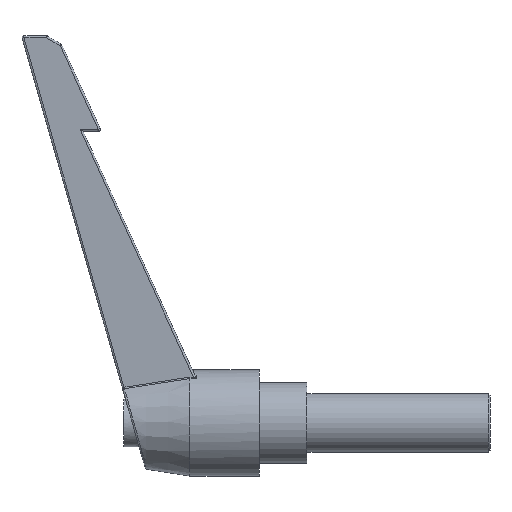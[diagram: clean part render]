
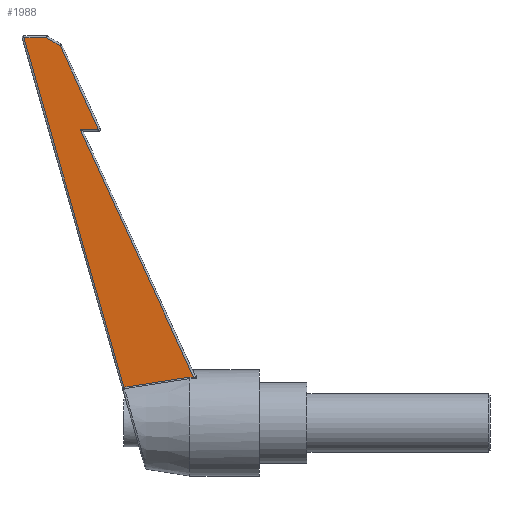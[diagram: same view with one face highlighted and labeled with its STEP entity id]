
A CAD part, left-side view. The second image highlights one B-rep face of the part: STEP entity #1988.
In plain terms, the highlighted planar face has unit normal (-0.999, 0.052, -0.011).
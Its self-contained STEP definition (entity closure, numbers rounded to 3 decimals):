
#47 = CARTESIAN_POINT ( 'NONE',  ( -6.826, 55.669, 103.769 ) ) ;
#48 = CARTESIAN_POINT ( 'NONE',  ( -6.646, 46.125, 41.579 ) ) ;
#116 = VERTEX_POINT ( 'NONE', #4617 ) ;
#174 = ORIENTED_EDGE ( 'NONE', *, *, #391, .T. ) ;
#226 = EDGE_CURVE ( 'NONE', #1175, #116, #4223, .T. ) ;
#302 = CARTESIAN_POINT ( 'NONE',  ( -6.603, 60.23, 105.241 ) ) ;
#359 = CARTESIAN_POINT ( 'NONE',  ( -6.919, 48.994, 80.241 ) ) ;
#391 = EDGE_CURVE ( 'NONE', #5175, #5047, #958, .T. ) ;
#494 = ORIENTED_EDGE ( 'NONE', *, *, #4319, .T. ) ;
#518 = EDGE_CURVE ( 'NONE', #3070, #1175, #1478, .T. ) ;
#708 = VERTEX_POINT ( 'NONE', #4488 ) ;
#807 = ORIENTED_EDGE ( 'NONE', *, *, #4814, .T. ) ;
#852 = CARTESIAN_POINT ( 'NONE',  ( -6.884, 54.422, 103.033 ) ) ;
#942 = CARTESIAN_POINT ( 'NONE',  ( -7.083, 47.47, 87.838 ) ) ;
#958 = B_SPLINE_CURVE_WITH_KNOTS ( 'NONE', 3,
 ( #2943, #5096, #2620, #4662 ),
 .UNSPECIFIED., .F., .F.,
 ( 4, 4 ),
 ( 0., 1. ),
 .UNSPECIFIED. ) ;
#989 = CARTESIAN_POINT ( 'NONE',  ( -7.095, 45.661, 80.241 ) ) ;
#1049 = CARTESIAN_POINT ( 'NONE',  ( -6.776, 37.006, 9.748 ) ) ;
#1129 = DIRECTION ( 'NONE',  ( -0.053, -0.999, 0. ) ) ;
#1175 = VERTEX_POINT ( 'NONE', #4737 ) ;
#1187 = CARTESIAN_POINT ( 'NONE',  ( -7.806, 18.001, 12.496 ) ) ;
#1229 = CARTESIAN_POINT ( 'NONE',  ( -6.385, 64.363, 105.241 ) ) ;
#1424 = EDGE_CURVE ( 'NONE', #116, #708, #3835, .T. ) ;
#1470 = FACE_OUTER_BOUND ( 'NONE', #3414, .T. ) ;
#1478 = B_SPLINE_CURVE_WITH_KNOTS ( 'NONE', 3,
 ( #852, #47, #1675, #4071 ),
 .UNSPECIFIED., .F., .F.,
 ( 4, 4 ),
 ( 0., 1. ),
 .UNSPECIFIED. ) ;
#1528 = CARTESIAN_POINT ( 'NONE',  ( -7.753, 19.013, 12.531 ) ) ;
#1559 = CARTESIAN_POINT ( 'NONE',  ( -6.919, 48.994, 80.241 ) ) ;
#1660 = B_SPLINE_CURVE_WITH_KNOTS ( 'NONE', 3,
 ( #1049, #2308, #1870, #1528 ),
 .UNSPECIFIED., .F., .F.,
 ( 4, 4 ),
 ( 0., 1. ),
 .UNSPECIFIED. ) ;
#1675 = CARTESIAN_POINT ( 'NONE',  ( -6.769, 56.916, 104.505 ) ) ;
#1762 = VERTEX_POINT ( 'NONE', #359 ) ;
#1763 = CARTESIAN_POINT ( 'NONE',  ( -6.983, 50.946, 95.436 ) ) ;
#1870 = CARTESIAN_POINT ( 'NONE',  ( -7.386, 25.769, 11.496 ) ) ;
#1873 = B_SPLINE_CURVE_WITH_KNOTS ( 'NONE', 3,
 ( #5073, #942, #1763, #3783 ),
 .UNSPECIFIED., .F., .F.,
 ( 4, 4 ),
 ( 0., 1. ),
 .UNSPECIFIED. ) ;
#1933 = ORIENTED_EDGE ( 'NONE', *, *, #518, .T. ) ;
#1945 = CARTESIAN_POINT ( 'NONE',  ( -6.711, 58.163, 105.241 ) ) ;
#1988 = ADVANCED_FACE ( 'NONE', ( #1470 ), #3564, .T. ) ;
#1999 = B_SPLINE_CURVE_WITH_KNOTS ( 'NONE', 3,
 ( #4666, #3029, #989, #5067 ),
 .UNSPECIFIED., .F., .F.,
 ( 4, 4 ),
 ( 0., 1. ),
 .UNSPECIFIED. ) ;
#2164 = CARTESIAN_POINT ( 'NONE',  ( -7.753, 19.013, 12.531 ) ) ;
#2308 = CARTESIAN_POINT ( 'NONE',  ( -7.061, 31.766, 10.568 ) ) ;
#2499 = B_SPLINE_CURVE_WITH_KNOTS ( 'NONE', 3,
 ( #1187, #2889, #3598, #1559 ),
 .UNSPECIFIED., .F., .F.,
 ( 4, 4 ),
 ( 0., 1. ),
 .UNSPECIFIED. ) ;
#2502 = CARTESIAN_POINT ( 'NONE',  ( -6.776, 37.006, 9.748 ) ) ;
#2620 = CARTESIAN_POINT ( 'NONE',  ( -7.788, 18.338, 12.508 ) ) ;
#2889 = CARTESIAN_POINT ( 'NONE',  ( -7.51, 28.332, 35.078 ) ) ;
#2943 = CARTESIAN_POINT ( 'NONE',  ( -7.753, 19.013, 12.531 ) ) ;
#3029 = CARTESIAN_POINT ( 'NONE',  ( -7.007, 47.328, 80.241 ) ) ;
#3070 = VERTEX_POINT ( 'NONE', #3292 ) ;
#3148 = ORIENTED_EDGE ( 'NONE', *, *, #3235, .T. ) ;
#3188 = CARTESIAN_POINT ( 'NONE',  ( -7.998, 11.785, 0.173 ) ) ;
#3235 = EDGE_CURVE ( 'NONE', #708, #5175, #1660, .T. ) ;
#3292 = CARTESIAN_POINT ( 'NONE',  ( -6.884, 54.422, 103.033 ) ) ;
#3414 = EDGE_LOOP ( 'NONE', ( #3148, #174, #5176, #494, #807, #1933, #4251, #4132 ) ) ;
#3564 = PLANE ( 'NONE',  #3637 ) ;
#3598 = CARTESIAN_POINT ( 'NONE',  ( -7.215, 38.663, 57.659 ) ) ;
#3637 = AXIS2_PLACEMENT_3D ( 'NONE', #3188, #4425, #1129 ) ;
#3721 = CARTESIAN_POINT ( 'NONE',  ( -6.515, 55.244, 73.41 ) ) ;
#3779 = CARTESIAN_POINT ( 'NONE',  ( -7.182, 43.994, 80.241 ) ) ;
#3783 = CARTESIAN_POINT ( 'NONE',  ( -6.884, 54.422, 103.033 ) ) ;
#3835 = B_SPLINE_CURVE_WITH_KNOTS ( 'NONE', 3,
 ( #1229, #3721, #48, #2502 ),
 .UNSPECIFIED., .F., .F.,
 ( 4, 4 ),
 ( 0., 1. ),
 .UNSPECIFIED. ) ;
#4071 = CARTESIAN_POINT ( 'NONE',  ( -6.711, 58.163, 105.241 ) ) ;
#4132 = ORIENTED_EDGE ( 'NONE', *, *, #1424, .T. ) ;
#4223 = B_SPLINE_CURVE_WITH_KNOTS ( 'NONE', 3,
 ( #1945, #302, #5227, #5200 ),
 .UNSPECIFIED., .F., .F.,
 ( 4, 4 ),
 ( 0., 1. ),
 .UNSPECIFIED. ) ;
#4251 = ORIENTED_EDGE ( 'NONE', *, *, #226, .T. ) ;
#4272 = VERTEX_POINT ( 'NONE', #3779 ) ;
#4319 = EDGE_CURVE ( 'NONE', #1762, #4272, #1999, .T. ) ;
#4425 = DIRECTION ( 'NONE',  ( -0.999, 0.053, -0.011 ) ) ;
#4483 = CARTESIAN_POINT ( 'NONE',  ( -7.806, 18.001, 12.496 ) ) ;
#4488 = CARTESIAN_POINT ( 'NONE',  ( -6.776, 37.006, 9.748 ) ) ;
#4617 = CARTESIAN_POINT ( 'NONE',  ( -6.385, 64.363, 105.241 ) ) ;
#4662 = CARTESIAN_POINT ( 'NONE',  ( -7.806, 18.001, 12.496 ) ) ;
#4666 = CARTESIAN_POINT ( 'NONE',  ( -6.919, 48.994, 80.241 ) ) ;
#4737 = CARTESIAN_POINT ( 'NONE',  ( -6.711, 58.163, 105.241 ) ) ;
#4814 = EDGE_CURVE ( 'NONE', #4272, #3070, #1873, .T. ) ;
#4965 = EDGE_CURVE ( 'NONE', #5047, #1762, #2499, .T. ) ;
#5047 = VERTEX_POINT ( 'NONE', #4483 ) ;
#5067 = CARTESIAN_POINT ( 'NONE',  ( -7.182, 43.994, 80.241 ) ) ;
#5073 = CARTESIAN_POINT ( 'NONE',  ( -7.182, 43.994, 80.241 ) ) ;
#5096 = CARTESIAN_POINT ( 'NONE',  ( -7.771, 18.676, 12.52 ) ) ;
#5175 = VERTEX_POINT ( 'NONE', #2164 ) ;
#5176 = ORIENTED_EDGE ( 'NONE', *, *, #4965, .T. ) ;
#5200 = CARTESIAN_POINT ( 'NONE',  ( -6.385, 64.363, 105.241 ) ) ;
#5227 = CARTESIAN_POINT ( 'NONE',  ( -6.494, 62.296, 105.241 ) ) ;
